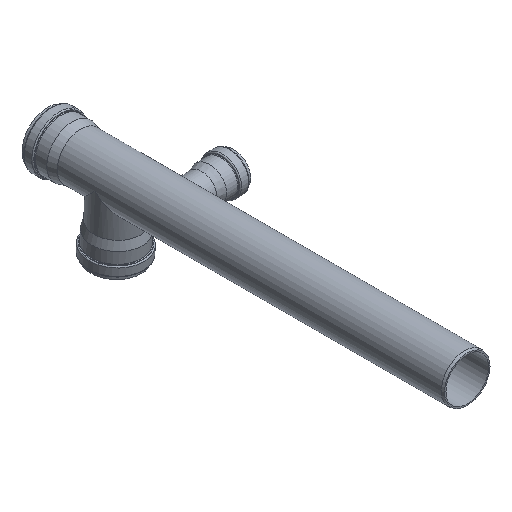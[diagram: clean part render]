
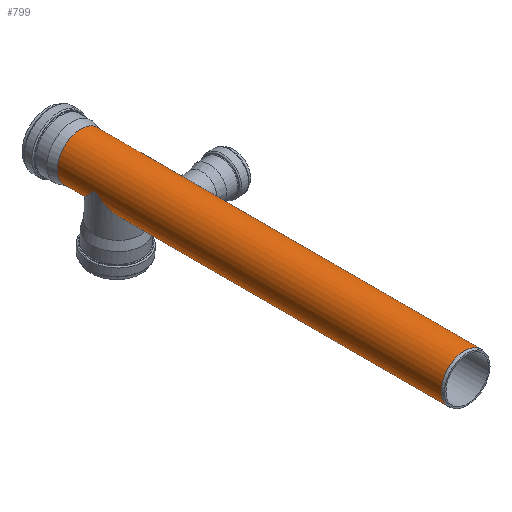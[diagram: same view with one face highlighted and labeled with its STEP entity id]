
A CAD part, isometric view. The second image highlights one B-rep face of the part: STEP entity #799.
In plain terms, the highlighted cylindrical face has radius 45 mm (diameter 90 mm), a full revolution.
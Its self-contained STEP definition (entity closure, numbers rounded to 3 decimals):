
#17=ELLIPSE('',#918,65.075,45.);
#18=ELLIPSE('',#919,62.295,45.);
#112=FACE_BOUND('',#307,.T.);
#113=FACE_BOUND('',#308,.T.);
#114=FACE_BOUND('',#309,.T.);
#141=B_SPLINE_CURVE_WITH_KNOTS('',3,(#1265,#1266,#1267,#1268,#1269,#1270,
#1271,#1272,#1273,#1274,#1275,#1276,#1277,#1278,#1279,#1280,#1281,#1282,
#1283,#1284,#1285,#1286,#1287,#1288,#1289,#1290,#1291,#1292,#1293,#1294,
#1295,#1296,#1297,#1298,#1299,#1300,#1301,#1302,#1303,#1304,#1305,#1306,
#1307,#1308,#1309,#1310,#1311,#1312,#1313,#1314,#1315,#1316,#1317,#1318,
#1319,#1320,#1321,#1322,#1323,#1324,#1325,#1326,#1327,#1328,#1329,#1330),
 .UNSPECIFIED.,.T.,.F.,(4,2,2,2,2,2,2,2,2,2,2,2,2,2,2,2,2,2,2,2,2,2,2,2,
2,2,2,2,2,2,2,2,4),(0.,0.563,1.126,1.689,
2.252,2.816,3.38,3.944,4.508,
5.072,5.636,6.2,6.764,7.327,
7.89,8.453,9.016,9.591,10.166,
10.74,11.315,11.882,12.449,13.017,
13.584,14.148,14.713,15.278,15.843,
16.42,16.997,17.574,18.151),
 .UNSPECIFIED.);
#189=FACE_OUTER_BOUND('',#306,.T.);
#306=EDGE_LOOP('',(#673));
#307=EDGE_LOOP('',(#674));
#308=EDGE_LOOP('',(#675));
#309=EDGE_LOOP('',(#676,#677));
#404=CIRCLE('',#921,45.);
#405=CIRCLE('',#922,45.);
#430=VERTEX_POINT('',#1264);
#477=VERTEX_POINT('',#1533);
#478=VERTEX_POINT('',#1534);
#479=VERTEX_POINT('',#1538);
#480=VERTEX_POINT('',#1540);
#505=EDGE_CURVE('',#430,#430,#141,.T.);
#552=EDGE_CURVE('',#477,#478,#17,.T.);
#553=EDGE_CURVE('',#478,#477,#18,.T.);
#554=EDGE_CURVE('',#479,#479,#404,.T.);
#555=EDGE_CURVE('',#480,#480,#405,.T.);
#673=ORIENTED_EDGE('',*,*,#554,.T.);
#674=ORIENTED_EDGE('',*,*,#505,.T.);
#675=ORIENTED_EDGE('',*,*,#555,.F.);
#676=ORIENTED_EDGE('',*,*,#553,.T.);
#677=ORIENTED_EDGE('',*,*,#552,.T.);
#745=CYLINDRICAL_SURFACE('',#920,45.);
#799=ADVANCED_FACE('',(#189,#112,#113,#114),#745,.T.);
#918=AXIS2_PLACEMENT_3D('',#1535,#1156,#1157);
#919=AXIS2_PLACEMENT_3D('',#1536,#1158,#1159);
#920=AXIS2_PLACEMENT_3D('',#1537,#1160,#1161);
#921=AXIS2_PLACEMENT_3D('',#1539,#1162,#1163);
#922=AXIS2_PLACEMENT_3D('',#1541,#1164,#1165);
#1156=DIRECTION('center_axis',(0.,0.692,0.722));
#1157=DIRECTION('ref_axis',(0.,-0.722,0.692));
#1158=DIRECTION('center_axis',(0.,-0.722,0.692));
#1159=DIRECTION('ref_axis',(0.,-0.692,-0.722));
#1160=DIRECTION('center_axis',(0.,1.,0.));
#1161=DIRECTION('ref_axis',(1.,0.,0.));
#1162=DIRECTION('center_axis',(0.,1.,0.));
#1163=DIRECTION('ref_axis',(1.,0.,0.));
#1164=DIRECTION('center_axis',(0.,1.,0.));
#1165=DIRECTION('ref_axis',(1.,0.,0.));
#1264=CARTESIAN_POINT('',(34.409,-170.998,-29.));
#1265=CARTESIAN_POINT('Ctrl Pts',(34.409,-170.998,-29.));
#1266=CARTESIAN_POINT('Ctrl Pts',(34.409,-172.875,-29.));
#1267=CARTESIAN_POINT('Ctrl Pts',(34.568,-174.786,-28.815));
#1268=CARTESIAN_POINT('Ctrl Pts',(35.182,-178.538,-28.061));
#1269=CARTESIAN_POINT('Ctrl Pts',(35.637,-180.378,-27.493));
#1270=CARTESIAN_POINT('Ctrl Pts',(36.732,-183.873,-26.012));
#1271=CARTESIAN_POINT('Ctrl Pts',(37.371,-185.531,-25.098));
#1272=CARTESIAN_POINT('Ctrl Pts',(38.696,-188.586,-23.003));
#1273=CARTESIAN_POINT('Ctrl Pts',(39.381,-189.983,-21.821));
#1274=CARTESIAN_POINT('Ctrl Pts',(40.672,-192.457,-19.307));
#1275=CARTESIAN_POINT('Ctrl Pts',(41.329,-193.626,-17.881));
#1276=CARTESIAN_POINT('Ctrl Pts',(42.544,-195.702,-14.758));
#1277=CARTESIAN_POINT('Ctrl Pts',(43.103,-196.608,-13.06));
#1278=CARTESIAN_POINT('Ctrl Pts',(44.027,-198.076,-9.489));
#1279=CARTESIAN_POINT('Ctrl Pts',(44.393,-198.639,-7.613));
#1280=CARTESIAN_POINT('Ctrl Pts',(44.88,-199.382,-3.808));
#1281=CARTESIAN_POINT('Ctrl Pts',(45.,-199.563,-1.88));
#1282=CARTESIAN_POINT('Ctrl Pts',(45.,-199.563,1.88));
#1283=CARTESIAN_POINT('Ctrl Pts',(44.88,-199.382,3.808));
#1284=CARTESIAN_POINT('Ctrl Pts',(44.393,-198.639,7.613));
#1285=CARTESIAN_POINT('Ctrl Pts',(44.027,-198.076,9.489));
#1286=CARTESIAN_POINT('Ctrl Pts',(43.103,-196.608,13.06));
#1287=CARTESIAN_POINT('Ctrl Pts',(42.544,-195.702,14.758));
#1288=CARTESIAN_POINT('Ctrl Pts',(41.329,-193.626,17.881));
#1289=CARTESIAN_POINT('Ctrl Pts',(40.672,-192.457,19.307));
#1290=CARTESIAN_POINT('Ctrl Pts',(39.381,-189.983,21.821));
#1291=CARTESIAN_POINT('Ctrl Pts',(38.696,-188.586,23.003));
#1292=CARTESIAN_POINT('Ctrl Pts',(37.371,-185.531,25.098));
#1293=CARTESIAN_POINT('Ctrl Pts',(36.732,-183.873,26.012));
#1294=CARTESIAN_POINT('Ctrl Pts',(35.637,-180.378,27.493));
#1295=CARTESIAN_POINT('Ctrl Pts',(35.182,-178.538,28.061));
#1296=CARTESIAN_POINT('Ctrl Pts',(34.568,-174.786,28.815));
#1297=CARTESIAN_POINT('Ctrl Pts',(34.409,-172.875,29.));
#1298=CARTESIAN_POINT('Ctrl Pts',(34.409,-169.082,29.));
#1299=CARTESIAN_POINT('Ctrl Pts',(34.574,-167.133,28.808));
#1300=CARTESIAN_POINT('Ctrl Pts',(35.2,-163.303,28.039));
#1301=CARTESIAN_POINT('Ctrl Pts',(35.661,-161.42,27.462));
#1302=CARTESIAN_POINT('Ctrl Pts',(36.762,-157.834,25.969));
#1303=CARTESIAN_POINT('Ctrl Pts',(37.402,-156.126,25.052));
#1304=CARTESIAN_POINT('Ctrl Pts',(38.727,-152.966,22.951));
#1305=CARTESIAN_POINT('Ctrl Pts',(39.411,-151.515,21.767));
#1306=CARTESIAN_POINT('Ctrl Pts',(40.693,-148.952,19.262));
#1307=CARTESIAN_POINT('Ctrl Pts',(41.341,-147.741,17.851));
#1308=CARTESIAN_POINT('Ctrl Pts',(42.546,-145.581,14.752));
#1309=CARTESIAN_POINT('Ctrl Pts',(43.101,-144.631,13.064));
#1310=CARTESIAN_POINT('Ctrl Pts',(44.023,-143.086,9.507));
#1311=CARTESIAN_POINT('Ctrl Pts',(44.389,-142.491,7.633));
#1312=CARTESIAN_POINT('Ctrl Pts',(44.878,-141.701,3.825));
#1313=CARTESIAN_POINT('Ctrl Pts',(45.,-141.508,1.891));
#1314=CARTESIAN_POINT('Ctrl Pts',(45.,-141.508,-1.882));
#1315=CARTESIAN_POINT('Ctrl Pts',(44.879,-141.699,-3.809));
#1316=CARTESIAN_POINT('Ctrl Pts',(44.394,-142.482,-7.602));
#1317=CARTESIAN_POINT('Ctrl Pts',(44.031,-143.073,-9.469));
#1318=CARTESIAN_POINT('Ctrl Pts',(43.116,-144.606,-13.015));
#1319=CARTESIAN_POINT('Ctrl Pts',(42.564,-145.549,-14.698));
#1320=CARTESIAN_POINT('Ctrl Pts',(41.368,-147.693,-17.789));
#1321=CARTESIAN_POINT('Ctrl Pts',(40.723,-148.895,-19.198));
#1322=CARTESIAN_POINT('Ctrl Pts',(39.442,-151.45,-21.711));
#1323=CARTESIAN_POINT('Ctrl Pts',(38.755,-152.904,-22.904));
#1324=CARTESIAN_POINT('Ctrl Pts',(37.423,-156.071,-25.021));
#1325=CARTESIAN_POINT('Ctrl Pts',(36.779,-157.784,-25.946));
#1326=CARTESIAN_POINT('Ctrl Pts',(35.67,-161.383,-27.45));
#1327=CARTESIAN_POINT('Ctrl Pts',(35.207,-163.272,-28.031));
#1328=CARTESIAN_POINT('Ctrl Pts',(34.575,-167.117,-28.806));
#1329=CARTESIAN_POINT('Ctrl Pts',(34.409,-169.074,-29.));
#1330=CARTESIAN_POINT('Ctrl Pts',(34.409,-170.998,-29.));
#1533=CARTESIAN_POINT('',(45.,-72.5,0.));
#1534=CARTESIAN_POINT('',(-45.,-72.5,0.));
#1535=CARTESIAN_POINT('Origin',(0.,-72.5,0.));
#1536=CARTESIAN_POINT('Origin',(0.,-72.5,0.));
#1537=CARTESIAN_POINT('Origin',(0.,-368.75,0.));
#1538=CARTESIAN_POINT('',(45.,-737.5,0.));
#1539=CARTESIAN_POINT('Origin',(0.,-737.5,0.));
#1540=CARTESIAN_POINT('',(45.,0.,0.));
#1541=CARTESIAN_POINT('Origin',(0.,0.,0.));
